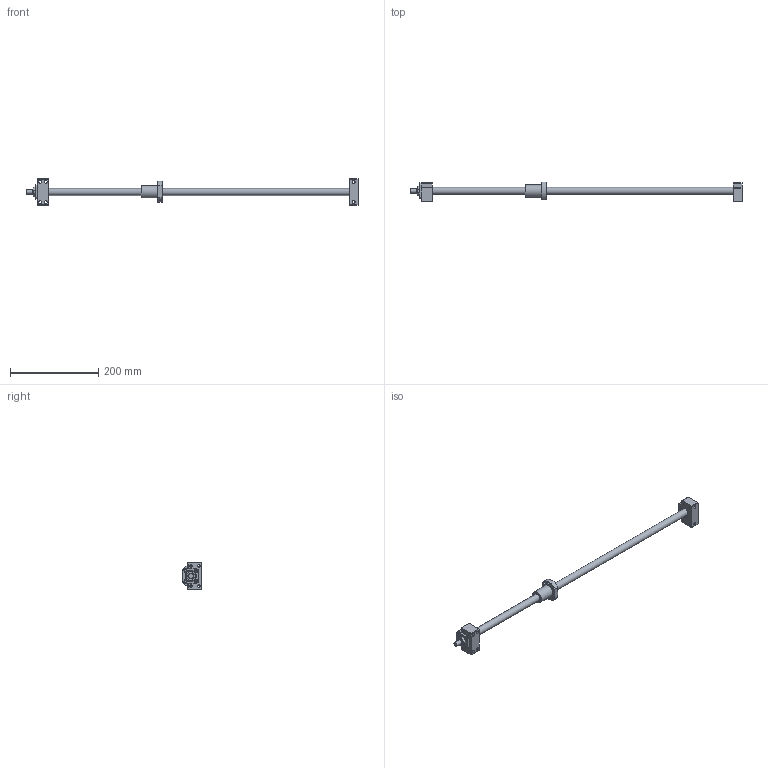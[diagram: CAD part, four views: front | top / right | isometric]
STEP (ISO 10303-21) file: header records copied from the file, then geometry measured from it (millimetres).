
FILE_DESCRIPTION(/* description */ ('','CAx-IF Rec.Pracs.---Representation and Presentation of Product Manufacturing Information (PMI)---4.0---2014-10-13'),/* implementation_level */ '2;1');
FILE_NAME(/* name */ 'F2RFU-1610-0750-BF12-BK12ASM v1.step',/* time_stamp */ '2024-12-17T10:39:11-05:00',/* author */ (''),/* organization */ (''),/* preprocessor_version */ 'ST-DEVELOPER v20',/* originating_system */ 'Autodesk Translation Framework v13.20.0.188',/* authorisation */ '');
FILE_SCHEMA (('AP242_MANAGED_MODEL_BASED_3D_ENGINEERING_MIM_LF { 1 0 10303 442 1 1 4 }'));
Length unit declared in the file: millimetre
Products named in the file (12): F2RFU-1610-0750-BF12-BK12ASM; 16xx_750; Screw16; BF12EndMach; BK12EndMach; BF12; BF 12 Part1; BF 12 Part2; BK12Yes; BK 12; BK 12collar; 16 x 10 Ball Nut
Assembly tree (11 placements, depth 3):
  F2RFU-1610-0750-BF12-BK12ASM
    16xx_750
      Screw16
      BF12EndMach
      BK12EndMach
    BF12
      BF 12 Part1
      BF 12 Part2
    BK12Yes
      BK 12
      BK 12collar
    16 x 10 Ball Nut
Bounding box: 753 x 45.17 x 60 mm (x, y, z)
Volume: 262553.2 mm3; surface area: 81622.4 mm2
Topology: 8 solids, 9 shells, 243 faces, 628 edges, 423 vertices
Faces by surface type: plane 133, cylinder 86, cone 19, torus 5
Full cylindrical faces by diameter (mm): 3 x2, 5 x1, 5.5 x26, 6 x4, 6.6 x6, 7 x4, 9.6 x1, 10 x4, 10.376 x1, 11 x6, 11.884 x1, 12 x2, 15 x5, 16 x1, 16.2 x1, 17 x1, 18.5 x2, 20.9 x2, 24 x2, 24.1 x1, 26 x2, 28 x1
Entity records: 8905 total; most frequent: CARTESIAN_POINT 2516, ORIENTED_EDGE 1256, DIRECTION 1241, EDGE_CURVE 628, AXIS2_PLACEMENT_3D 457, VERTEX_POINT 423, EDGE_LOOP 339, LINE 327
